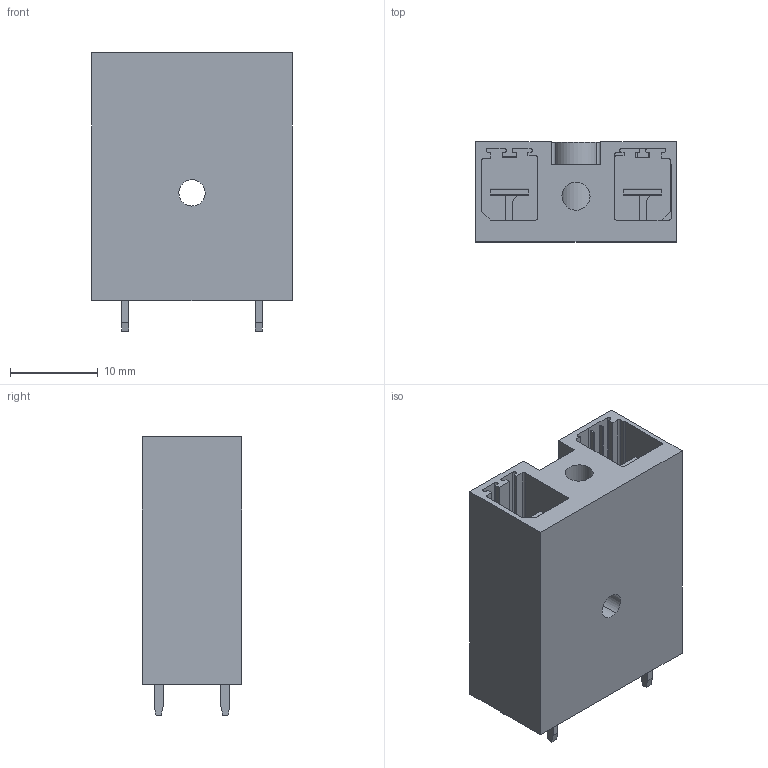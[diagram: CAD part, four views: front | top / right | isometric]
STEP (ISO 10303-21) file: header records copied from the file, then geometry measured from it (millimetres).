
FILE_DESCRIPTION(('CATIA V5 STEP Exchange','CAx-IF Rec.Pracs.--- Model Styling and Organization---1.2---2011-12-15'),'2;1');
FILE_NAME ('D1447702_0_1048350000_1048350000.stp','2018-11-30T13:46:34+00:00',('none'),('Weidmueller'),'CATIA Version 5-6 Release 2014','CATIA V5 STEP AP214','none');
FILE_SCHEMA(('AUTOMOTIVE_DESIGN { 1 0 10303 214 1 1 1 1 }'));
Length unit declared in the file: millimetre
Products named in the file (1): 1048350000
Bounding box: 22.86 x 11.4 x 31.8 mm (x, y, z)
Volume: 5080.8 mm3; surface area: 5203 mm2
Topology: 3 solids, 3 shells, 174 faces, 488 edges, 320 vertices
Faces by surface type: plane 142, cylinder 32
Entity records: 5215 total; most frequent: ORIENTED_EDGE 976, CARTESIAN_POINT 923, DIRECTION 716, EDGE_CURVE 488, VECTOR 423, LINE 423, VERTEX_POINT 320, EDGE_LOOP 186
